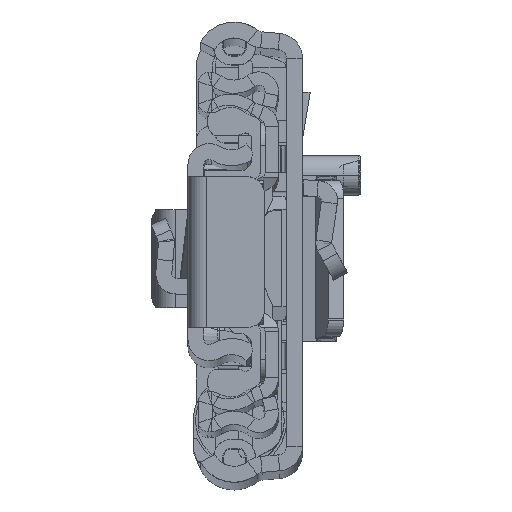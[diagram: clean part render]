
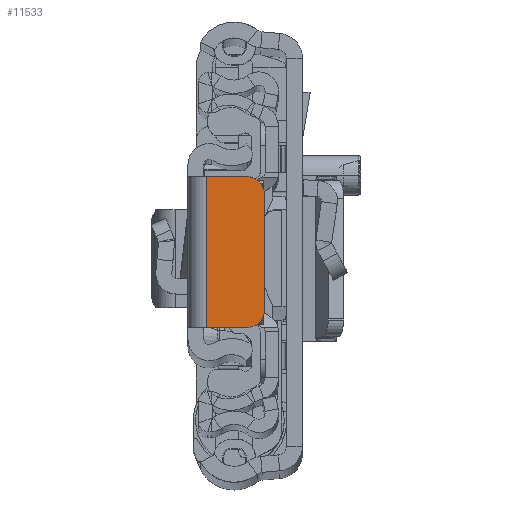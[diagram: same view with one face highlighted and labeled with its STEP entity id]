
A CAD part, top view. The second image highlights one B-rep face of the part: STEP entity #11533.
In plain terms, the highlighted planar face has unit normal (0, 0, 1).
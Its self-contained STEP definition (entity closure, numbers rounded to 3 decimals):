
#2247 = VECTOR ( 'NONE', #10731, 1000. ) ;
#2706 = AXIS2_PLACEMENT_3D ( 'NONE', #7273, #16571, #30311 ) ;
#3364 = DIRECTION ( 'NONE',  ( -1., 0., 0. ) ) ;
#3791 = VERTEX_POINT ( 'NONE', #12297 ) ;
#3971 = CARTESIAN_POINT ( 'NONE',  ( 0., 8.5, 0. ) ) ;
#5658 = VERTEX_POINT ( 'NONE', #6126 ) ;
#6086 = VERTEX_POINT ( 'NONE', #22154 ) ;
#6126 = CARTESIAN_POINT ( 'NONE',  ( -2.05, 8.5, 0. ) ) ;
#7273 = CARTESIAN_POINT ( 'NONE',  ( -6.65, -6.5, 0. ) ) ;
#8835 = CARTESIAN_POINT ( 'NONE',  ( 0., 0., 0. ) ) ;
#10638 = VECTOR ( 'NONE', #40682, 1000. ) ;
#10731 = DIRECTION ( 'NONE',  ( 0., -1., 0. ) ) ;
#11533 = ADVANCED_FACE ( 'NONE', ( #37165 ), #34407, .F. ) ;
#12214 = VERTEX_POINT ( 'NONE', #34465 ) ;
#12297 = CARTESIAN_POINT ( 'NONE',  ( -8.65, -6.5, 0. ) ) ;
#13285 = LINE ( 'NONE', #3971, #18203 ) ;
#14933 = DIRECTION ( 'NONE',  ( -1., 0., 0. ) ) ;
#15545 = EDGE_CURVE ( 'NONE', #39061, #3791, #27473, .T. ) ;
#15685 = EDGE_CURVE ( 'NONE', #26492, #39061, #39377, .T. ) ;
#15866 = EDGE_CURVE ( 'NONE', #5658, #12214, #26809, .T. ) ;
#16571 = DIRECTION ( 'NONE',  ( 0., 0., 1. ) ) ;
#16833 = EDGE_CURVE ( 'NONE', #6086, #12214, #20586, .T. ) ;
#17895 = DIRECTION ( 'NONE',  ( 0., 0., -1. ) ) ;
#18203 = VECTOR ( 'NONE', #3364, 1000. ) ;
#18231 = CIRCLE ( 'NONE', #2706, 2. ) ;
#18678 = EDGE_CURVE ( 'NONE', #5658, #26492, #13285, .T. ) ;
#19430 = EDGE_LOOP ( 'NONE', ( #26650, #28762, #31725, #19886, #38936, #31550 ) ) ;
#19886 = ORIENTED_EDGE ( 'NONE', *, *, #15866, .F. ) ;
#20586 = LINE ( 'NONE', #30734, #10638 ) ;
#21551 = CARTESIAN_POINT ( 'NONE',  ( -6.65, 6.5, 0. ) ) ;
#21978 = DIRECTION ( 'NONE',  ( 0., 0., 1. ) ) ;
#22154 = CARTESIAN_POINT ( 'NONE',  ( -6.65, -8.5, 0. ) ) ;
#26492 = VERTEX_POINT ( 'NONE', #34343 ) ;
#26650 = ORIENTED_EDGE ( 'NONE', *, *, #15545, .T. ) ;
#26809 = LINE ( 'NONE', #36731, #2247 ) ;
#27473 = LINE ( 'NONE', #30019, #40039 ) ;
#28762 = ORIENTED_EDGE ( 'NONE', *, *, #39098, .T. ) ;
#30019 = CARTESIAN_POINT ( 'NONE',  ( -8.65, 0., 0. ) ) ;
#30311 = DIRECTION ( 'NONE',  ( -1., 0., 0. ) ) ;
#30577 = AXIS2_PLACEMENT_3D ( 'NONE', #21551, #21978, #31697 ) ;
#30734 = CARTESIAN_POINT ( 'NONE',  ( 0., -8.5, 0. ) ) ;
#31550 = ORIENTED_EDGE ( 'NONE', *, *, #15685, .T. ) ;
#31697 = DIRECTION ( 'NONE',  ( -1., 0., 0. ) ) ;
#31725 = ORIENTED_EDGE ( 'NONE', *, *, #16833, .T. ) ;
#34343 = CARTESIAN_POINT ( 'NONE',  ( -6.65, 8.5, 0. ) ) ;
#34407 = PLANE ( 'NONE',  #41036 ) ;
#34465 = CARTESIAN_POINT ( 'NONE',  ( -2.05, -8.5, 0. ) ) ;
#36731 = CARTESIAN_POINT ( 'NONE',  ( -2.05, -8.5, 0. ) ) ;
#36781 = DIRECTION ( 'NONE',  ( 0., -1., 0. ) ) ;
#37165 = FACE_OUTER_BOUND ( 'NONE', #19430, .T. ) ;
#38936 = ORIENTED_EDGE ( 'NONE', *, *, #18678, .T. ) ;
#39061 = VERTEX_POINT ( 'NONE', #40770 ) ;
#39098 = EDGE_CURVE ( 'NONE', #3791, #6086, #18231, .T. ) ;
#39377 = CIRCLE ( 'NONE', #30577, 2. ) ;
#40039 = VECTOR ( 'NONE', #36781, 1000. ) ;
#40682 = DIRECTION ( 'NONE',  ( 1., 0., 0. ) ) ;
#40770 = CARTESIAN_POINT ( 'NONE',  ( -8.65, 6.5, 0. ) ) ;
#41036 = AXIS2_PLACEMENT_3D ( 'NONE', #8835, #17895, #14933 ) ;
